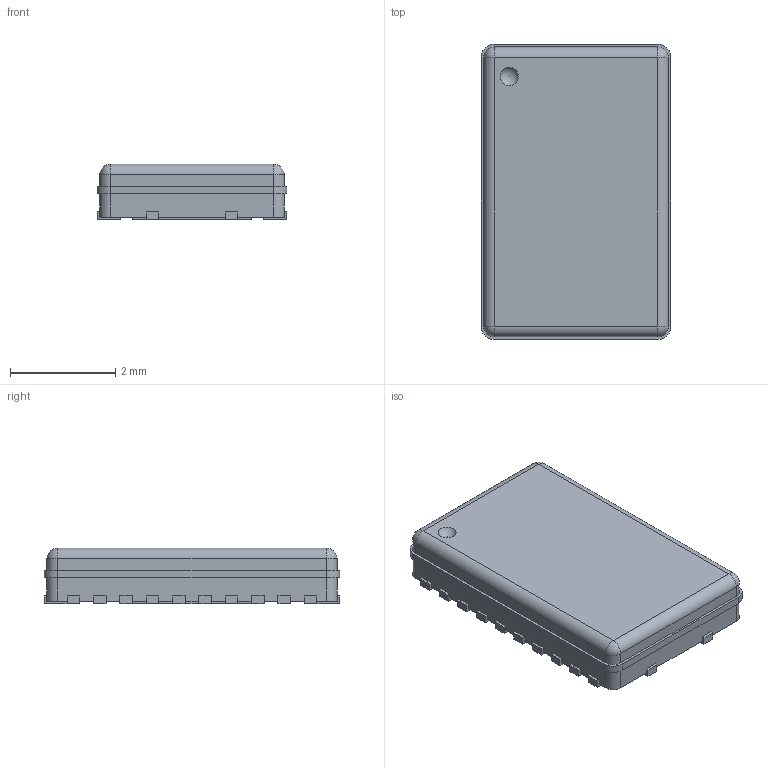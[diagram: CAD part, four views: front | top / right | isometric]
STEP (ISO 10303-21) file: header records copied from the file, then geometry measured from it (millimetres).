
FILE_DESCRIPTION(/* description */ (''),/* implementation_level */ '2;1');
FILE_NAME(/* name */ 'VQFN-24_GI.step',/* time_stamp */ '2016-04-02T11:13:36-07:00',/* author */ (''),/* organization */ (''),/* preprocessor_version */ 'ST-DEVELOPER v16.2',/* originating_system */ 'Autodesk Translation Framework v4.3.0.3010',/* authorisation */ '');
FILE_SCHEMA (('AUTOMOTIVE_DESIGN { 1 0 10303 214 3 1 1 }'));
Length unit declared in the file: centimetre
Products named in the file (1): VQFN-24 v4
Bounding box: 3.6 x 5.6 x 1.05 mm (x, y, z)
Volume: 19.6 mm3; surface area: 81.2 mm2
Topology: 27 solids, 27 shells, 235 faces, 532 edges, 351 vertices
Faces by surface type: plane 214, cylinder 16, sphere 5
Entity records: 6444 total; most frequent: CARTESIAN_POINT 1114, ORIENTED_EDGE 1058, DIRECTION 1034, EDGE_CURVE 529, LINE 496, VECTOR 496, VERTEX_POINT 349, AXIS2_PLACEMENT_3D 269
